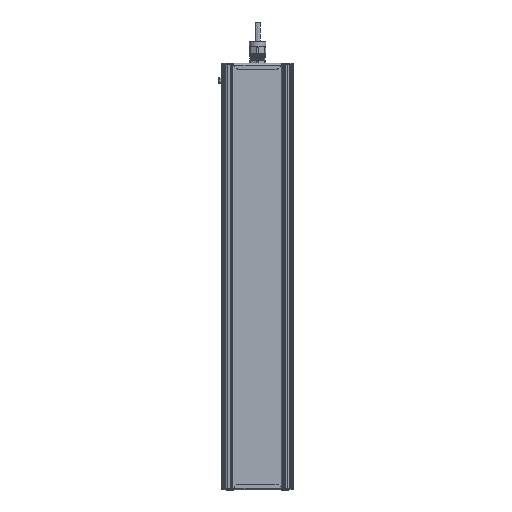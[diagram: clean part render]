
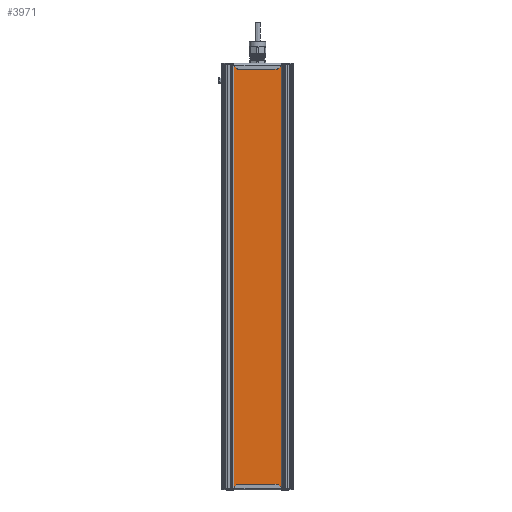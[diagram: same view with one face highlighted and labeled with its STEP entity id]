
A CAD part, front view. The second image highlights one B-rep face of the part: STEP entity #3971.
In plain terms, the highlighted face is planar.
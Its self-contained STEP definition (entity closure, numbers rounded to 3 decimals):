
#3971=ADVANCED_FACE('',(#10724),#10726,.T.);
#10724=FACE_BOUND('',#10725,.T.);
#10725=EDGE_LOOP('',(#38610,#38611,#38612,#38613));
#10726=PLANE('',#10727);
#10727=AXIS2_PLACEMENT_3D('',#10728,#10729,#10730);
#10728=CARTESIAN_POINT('',(120.465,593.492,117.308));
#10729=DIRECTION('',(0.,0.,-1.));
#10730=DIRECTION('',(0.,1.,0.));
#38610=ORIENTED_EDGE('',*,*,#44911,.T.);
#38611=ORIENTED_EDGE('',*,*,#44910,.T.);
#38612=ORIENTED_EDGE('',*,*,#44912,.F.);
#38613=ORIENTED_EDGE('',*,*,#44913,.F.);
#44910=EDGE_CURVE('',#49127,#49132,#49134,.T.);
#44911=EDGE_CURVE('',#49135,#49127,#49136,.T.);
#44912=EDGE_CURVE('',#49137,#49132,#49138,.T.);
#44913=EDGE_CURVE('',#49135,#49137,#49139,.T.);
#49127=VERTEX_POINT('',#61022);
#49132=VERTEX_POINT('',#61031);
#49134=LINE('',#61035,#61036);
#49135=VERTEX_POINT('',#61038);
#49136=LINE('',#61039,#61040);
#49137=VERTEX_POINT('',#61042);
#49138=LINE('',#61043,#61044);
#49139=LINE('',#61046,#61047);
#61022=CARTESIAN_POINT('',(120.465,679.838,117.308));
#61031=CARTESIAN_POINT('',(782.465,679.838,117.308));
#61035=CARTESIAN_POINT('',(120.465,679.838,117.308));
#61036=VECTOR('',#61037,1.);
#61037=DIRECTION('',(1.,0.,0.));
#61038=CARTESIAN_POINT('',(120.465,593.492,117.308));
#61039=CARTESIAN_POINT('',(120.465,593.492,117.308));
#61040=VECTOR('',#61041,1.);
#61041=DIRECTION('',(0.,1.,0.));
#61042=CARTESIAN_POINT('',(782.465,593.492,117.308));
#61043=CARTESIAN_POINT('',(782.465,593.492,117.308));
#61044=VECTOR('',#61045,1.);
#61045=DIRECTION('',(0.,1.,0.));
#61046=CARTESIAN_POINT('',(120.465,593.492,117.308));
#61047=VECTOR('',#61048,1.);
#61048=DIRECTION('',(1.,0.,0.));
